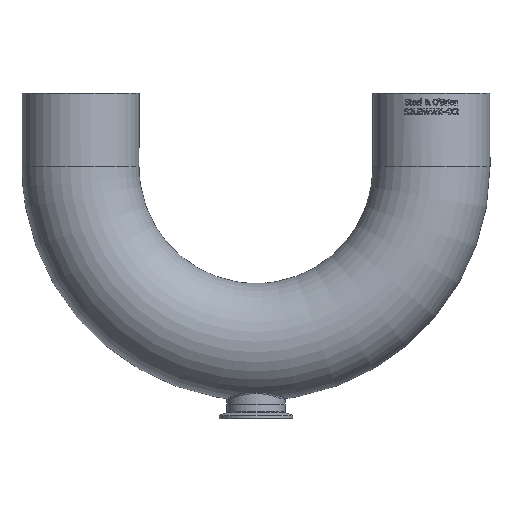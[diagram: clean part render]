
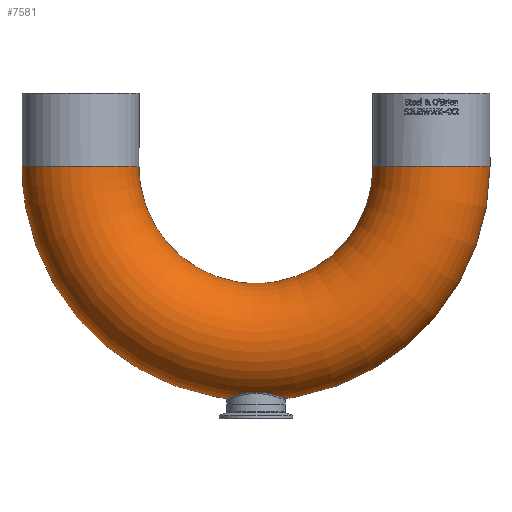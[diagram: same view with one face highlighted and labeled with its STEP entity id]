
A CAD part, top view. The second image highlights one B-rep face of the part: STEP entity #7581.
In plain terms, the highlighted toroidal (fillet/blend) face has major radius 152.4 mm and minor radius 50.8 mm.
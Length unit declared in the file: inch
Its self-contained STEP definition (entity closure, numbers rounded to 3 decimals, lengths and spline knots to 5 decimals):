
#26=TOROIDAL_SURFACE('',#8100,6.,2.);
#168=FACE_BOUND('',#1451,.T.);
#169=FACE_BOUND('',#1452,.T.);
#960=FACE_OUTER_BOUND('',#1450,.T.);
#1450=EDGE_LOOP('',(#7060));
#1451=EDGE_LOOP('',(#7061));
#1452=EDGE_LOOP('',(#7062));
#1812=B_SPLINE_CURVE_WITH_KNOTS('',3,(#16348,#16349,#16350,#16351,#16352,
#16353,#16354,#16355,#16356,#16357,#16358,#16359,#16360,#16361,#16362,#16363,
#16364,#16365,#16366,#16367,#16368,#16369,#16370,#16371,#16372,#16373),
 .UNSPECIFIED.,.T.,.F.,(4,1,1,1,1,1,1,1,1,1,1,1,1,1,1,1,1,1,1,1,1,1,1,4),
(-12.14065,-11.56255,-10.98445,-9.82825,
-9.25015,-8.67205,-8.09394,-7.51584,
-6.93774,-6.35964,-5.20344,-4.43263,
-3.66183,-2.89103,-2.12023,-1.34943,
-0.57862,-0.00052,0.57758,1.15568,
1.73378,2.88998,3.46809,4.04619),
 .UNSPECIFIED.);
#1976=CIRCLE('',#8028,2.);
#2008=CIRCLE('',#8097,2.);
#3693=VERTEX_POINT('',#16171);
#3697=VERTEX_POINT('',#16319);
#3723=VERTEX_POINT('',#16491);
#4801=EDGE_CURVE('',#3693,#3693,#1976,.T.);
#4807=EDGE_CURVE('',#3697,#3697,#1812,.T.);
#4836=EDGE_CURVE('',#3723,#3723,#2008,.T.);
#7060=ORIENTED_EDGE('',*,*,#4801,.F.);
#7061=ORIENTED_EDGE('',*,*,#4807,.F.);
#7062=ORIENTED_EDGE('',*,*,#4836,.F.);
#7581=ADVANCED_FACE('',(#960,#168,#169),#26,.T.);
#8028=AXIS2_PLACEMENT_3D('',#16172,#9472,#9473);
#8097=AXIS2_PLACEMENT_3D('',#16492,#9610,#9611);
#8100=AXIS2_PLACEMENT_3D('',#16495,#9616,#9617);
#9472=DIRECTION('center_axis',(0.,1.,0.));
#9473=DIRECTION('ref_axis',(-1.,0.,0.));
#9610=DIRECTION('center_axis',(0.,1.,0.));
#9611=DIRECTION('ref_axis',(1.,0.,0.));
#9616=DIRECTION('center_axis',(0.,0.,
-1.));
#9617=DIRECTION('ref_axis',(-0.707,-0.707,0.));
#16171=CARTESIAN_POINT('',(6.,8.125,-2.));
#16172=CARTESIAN_POINT('Origin',(6.,8.125,0.));
#16319=CARTESIAN_POINT('',(0.,0.4108,1.0303));
#16348=CARTESIAN_POINT('Ctrl Pts',(0.,0.4108,
1.03031));
#16349=CARTESIAN_POINT('Ctrl Pts',(-0.07978,0.4108,
1.03031));
#16350=CARTESIAN_POINT('Ctrl Pts',(-0.23936,0.40248,
1.01247));
#16351=CARTESIAN_POINT('Ctrl Pts',(-0.53915,0.35726,
0.90895));
#16352=CARTESIAN_POINT('Ctrl Pts',(-0.78795,0.28764,
0.71445));
#16353=CARTESIAN_POINT('Ctrl Pts',(-0.95642,0.2308,
0.4539));
#16354=CARTESIAN_POINT('Ctrl Pts',(-1.0361,0.20164,
0.23374));
#16355=CARTESIAN_POINT('Ctrl Pts',(-1.06335,0.19134,
0.));
#16356=CARTESIAN_POINT('Ctrl Pts',(-1.03609,0.20163,-0.23377));
#16357=CARTESIAN_POINT('Ctrl Pts',(-0.95642,0.23082,
-0.45389));
#16358=CARTESIAN_POINT('Ctrl Pts',(-0.78791,0.28761,
-0.71449));
#16359=CARTESIAN_POINT('Ctrl Pts',(-0.51849,0.36312,
-0.92513));
#16360=CARTESIAN_POINT('Ctrl Pts',(-0.16191,0.41254,
-1.03415));
#16361=CARTESIAN_POINT('Ctrl Pts',(0.16193,0.41251,-1.03418));
#16362=CARTESIAN_POINT('Ctrl Pts',(0.46754,0.37023,
-0.94067));
#16363=CARTESIAN_POINT('Ctrl Pts',(0.72767,0.30584,-0.76651));
#16364=CARTESIAN_POINT('Ctrl Pts',(0.92498,0.2423,
-0.52591));
#16365=CARTESIAN_POINT('Ctrl Pts',(1.03309,0.20277,-0.25975));
#16366=CARTESIAN_POINT('Ctrl Pts',(1.06334,0.19134,0.00003));
#16367=CARTESIAN_POINT('Ctrl Pts',(1.0361,0.20164,0.23376));
#16368=CARTESIAN_POINT('Ctrl Pts',(0.9564,0.23081,
0.45391));
#16369=CARTESIAN_POINT('Ctrl Pts',(0.78794,0.28764,
0.71447));
#16370=CARTESIAN_POINT('Ctrl Pts',(0.53913,0.35727,
0.90895));
#16371=CARTESIAN_POINT('Ctrl Pts',(0.23935,0.40248,
1.01247));
#16372=CARTESIAN_POINT('Ctrl Pts',(0.07978,0.4108,
1.03031));
#16373=CARTESIAN_POINT('Ctrl Pts',(0.,0.4108,
1.03031));
#16491=CARTESIAN_POINT('',(-6.,8.125,2.));
#16492=CARTESIAN_POINT('Origin',(-6.,8.125,0.));
#16495=CARTESIAN_POINT('Origin',(0.,8.125,0.));
